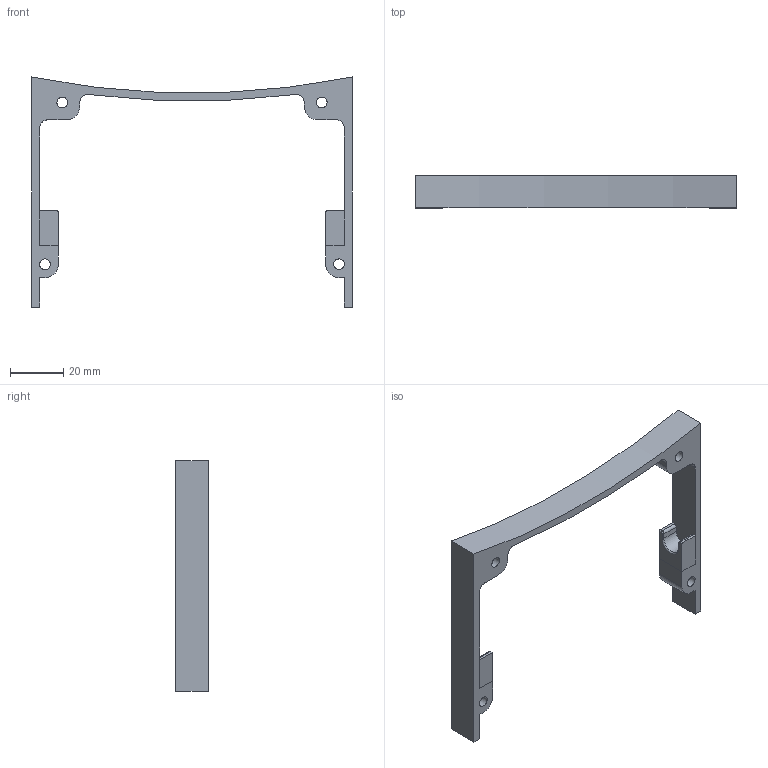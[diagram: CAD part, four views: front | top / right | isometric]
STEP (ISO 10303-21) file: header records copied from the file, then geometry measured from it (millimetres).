
FILE_DESCRIPTION(/* description */ (''),/* implementation_level */ '2;1');
FILE_NAME(/* name */ 'Discus_Case_Connector',/* time_stamp */ '2022-02-20T23:06:30+01:00',/* author */ (''),/* organization */ (''),/* preprocessor_version */ 'ST-DEVELOPER v16.5',/* originating_system */ 'Rhino 7.15',/* authorisation */ '');
FILE_SCHEMA (('CONFIG_CONTROL_DESIGN'));
Length unit declared in the file: millimetre
Products named in the file (1): Document
Bounding box: 120 x 12 x 86.06 mm (x, y, z)
Volume: 17048.6 mm3; surface area: 10724.5 mm2
Topology: 1 solids, 1 shells, 66 faces, 176 edges, 112 vertices
Faces by surface type: cylinder 28, plane 26, bspline 12
Full cylindrical faces by diameter (mm): 4 x4
Entity records: 1980 total; most frequent: CARTESIAN_POINT 864, ORIENTED_EDGE 352, EDGE_CURVE 176, VERTEX_POINT 112, EDGE_LOOP 74, ADVANCED_FACE 66, FACE_OUTER_BOUND 66, DIRECTION 58
